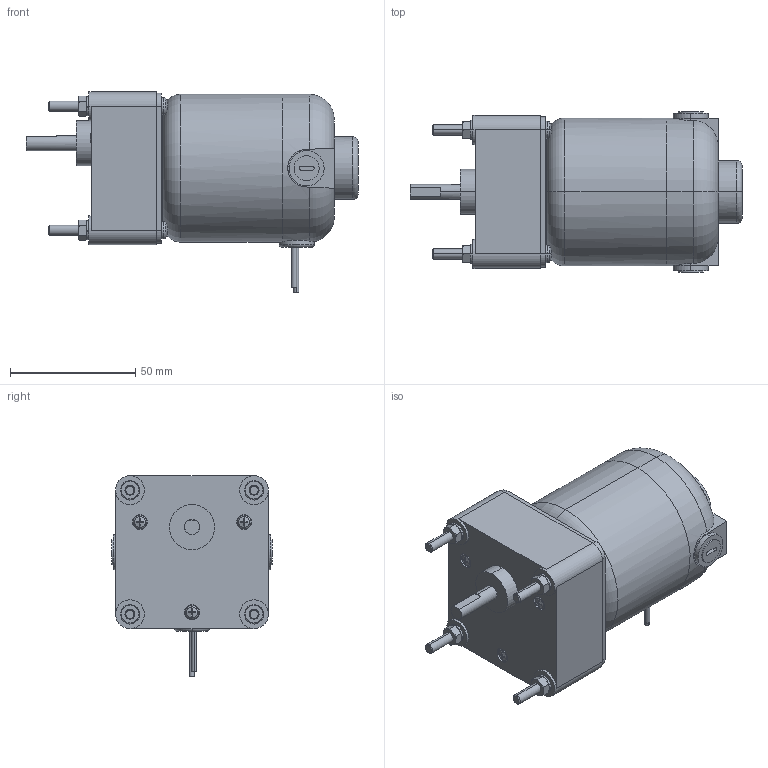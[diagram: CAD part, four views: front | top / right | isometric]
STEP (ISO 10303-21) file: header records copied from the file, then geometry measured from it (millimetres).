
FILE_DESCRIPTION(('starvars output'),'2;1');
FILE_NAME('60s6h.stp','10:23:55 2014/09/11',( 'Thomas Industrial Network Germany GmbH'),( 'Thomas Industrial Network Germany GmbH'),'unknown preprocess','ACIS' ,'unknown authorization');
FILE_SCHEMA(('AUTOMOTIVE_DESIGN_CC2 {UNKNOWN IMPLEMENTATION LEVEL}'));
Length unit declared in the file: millimetre
Products named in the file (1): PRODUCT_ID_47
Bounding box: 132.5 x 64 x 80 mm (x, y, z)
Volume: 296003.9 mm3; surface area: 31776.8 mm2
Topology: 1 solids, 1 shells, 396 faces, 933 edges, 570 vertices
Faces by surface type: plane 177, cylinder 91, cone 90, torus 24, bspline 14
Entity records: 13422 total; most frequent: CARTESIAN_POINT 2760, ORIENTED_EDGE 1866, DIRECTION 1158, EDGE_CURVE 933, VERTEX_POINT 570, EDGE_LOOP 435, FACE_BOUND 435, AXIS2_PLACEMENT_3D 410
